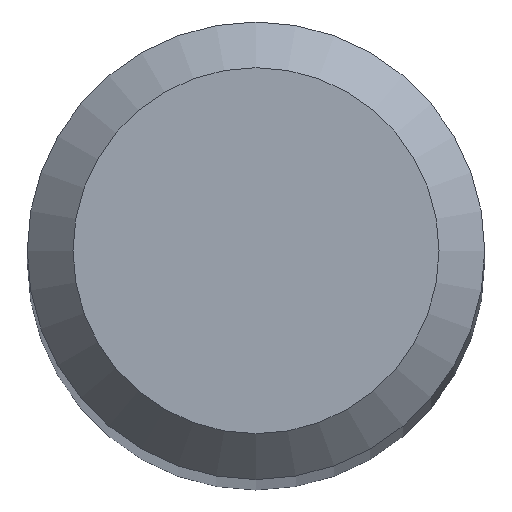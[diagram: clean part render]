
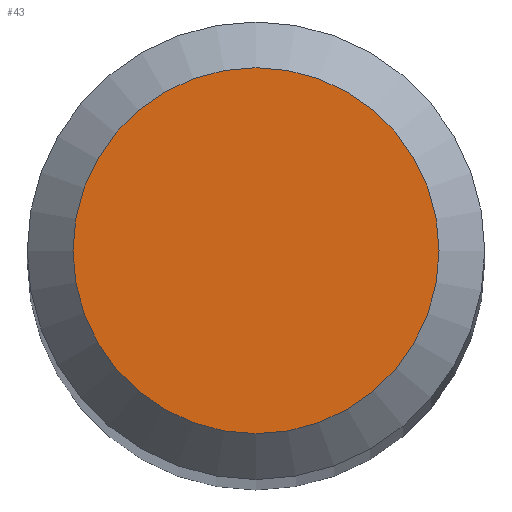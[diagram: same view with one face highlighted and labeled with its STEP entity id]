
A CAD part, top view. The second image highlights one B-rep face of the part: STEP entity #43.
In plain terms, the highlighted planar face has unit normal (0, 0, 1).
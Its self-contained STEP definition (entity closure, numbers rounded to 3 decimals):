
#3 = AXIS2_PLACEMENT_3D ( 'NONE', #47, #108, #53 ) ;
#28 = VERTEX_POINT ( 'NONE', #155 ) ;
#43 = ADVANCED_FACE ( 'NONE', ( #353 ), #326, .T. ) ;
#47 = CARTESIAN_POINT ( 'NONE',  ( 0., 0., 46. ) ) ;
#53 = DIRECTION ( 'NONE',  ( 0., -1., 0. ) ) ;
#106 = EDGE_LOOP ( 'NONE', ( #259 ) ) ;
#108 = DIRECTION ( 'NONE',  ( 0., 0., 1. ) ) ;
#118 = CIRCLE ( 'NONE', #338, 1.2 ) ;
#155 = CARTESIAN_POINT ( 'NONE',  ( 0., 1.2, 46. ) ) ;
#204 = EDGE_CURVE ( 'NONE', #28, #28, #118, .T. ) ;
#233 = DIRECTION ( 'NONE',  ( 0., 0., -1. ) ) ;
#248 = DIRECTION ( 'NONE',  ( 0., 1., 0. ) ) ;
#259 = ORIENTED_EDGE ( 'NONE', *, *, #204, .F. ) ;
#326 = PLANE ( 'NONE',  #3 ) ;
#338 = AXIS2_PLACEMENT_3D ( 'NONE', #370, #233, #248 ) ;
#353 = FACE_OUTER_BOUND ( 'NONE', #106, .T. ) ;
#370 = CARTESIAN_POINT ( 'NONE',  ( 0., 0., 46. ) ) ;
